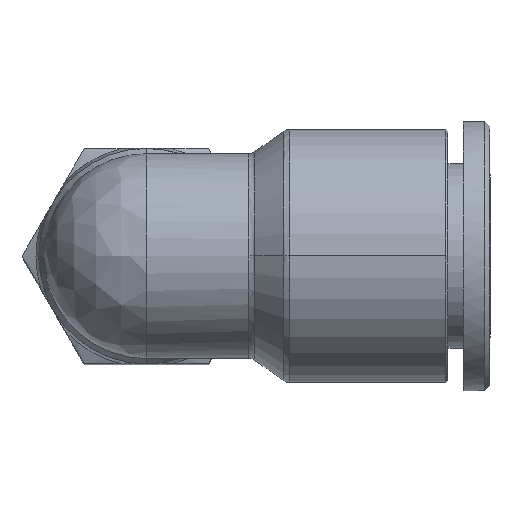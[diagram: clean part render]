
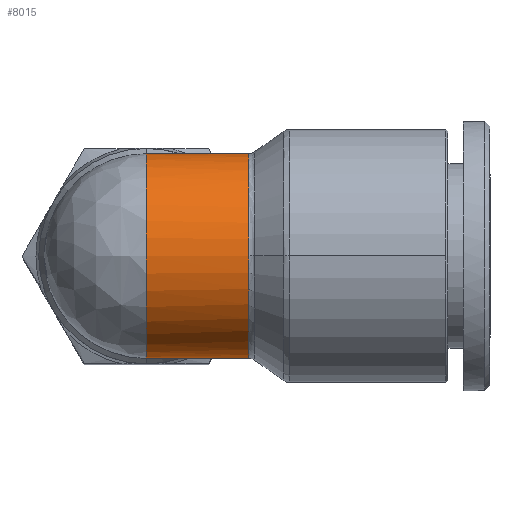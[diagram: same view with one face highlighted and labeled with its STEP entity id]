
A CAD part, top view. The second image highlights one B-rep face of the part: STEP entity #8015.
In plain terms, the highlighted cylindrical face has radius 9.5 mm (diameter 19 mm), a partial arc.
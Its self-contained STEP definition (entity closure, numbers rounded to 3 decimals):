
#79 = CARTESIAN_POINT ( 'NONE',  ( 8.25, 9.5, 0. ) ) ;
#207 = CARTESIAN_POINT ( 'NONE',  ( -1.234, -3.172, -8.955 ) ) ;
#210 = DIRECTION ( 'NONE',  ( 1., 0., 0. ) ) ;
#229 = ORIENTED_EDGE ( 'NONE', *, *, #5232, .F. ) ;
#623 = CARTESIAN_POINT ( 'NONE',  ( -0.758, -4.341, -8.45 ) ) ;
#717 = FACE_OUTER_BOUND ( 'NONE', #6443, .T. ) ;
#789 = DIRECTION ( 'NONE',  ( -1., 0., 0. ) ) ;
#814 = AXIS2_PLACEMENT_3D ( 'NONE', #5438, #210, #3487 ) ;
#1016 = EDGE_CURVE ( 'NONE', #6838, #2554, #7419, .T. ) ;
#1040 =( BOUNDED_CURVE ( )  B_SPLINE_CURVE ( 3, ( #5367, #7920, #7954, #6241 ),
 .UNSPECIFIED., .F., .F. ) 
 B_SPLINE_CURVE_WITH_KNOTS ( ( 4, 4 ),
 ( 0.669, 1.571 ),
 .UNSPECIFIED. ) 
 CURVE ( )  GEOMETRIC_REPRESENTATION_ITEM ( )  RATIONAL_B_SPLINE_CURVE ( ( 1., 0.933, 0.933, 1. ) ) 
 REPRESENTATION_ITEM ( '' )  );
#1097 = DIRECTION ( 'NONE',  ( 0., 0., -1. ) ) ;
#1192 = CARTESIAN_POINT ( 'NONE',  ( -0.301, -4.938, -8.143 ) ) ;
#1396 = EDGE_CURVE ( 'NONE', #6830, #3573, #1040, .T. ) ;
#1485 = CARTESIAN_POINT ( 'NONE',  ( -1.234, 3.172, -8.955 ) ) ;
#1499 = AXIS2_PLACEMENT_3D ( 'NONE', #7342, #789, #6097 ) ;
#1542 = CARTESIAN_POINT ( 'NONE',  ( -0.938, -3.97, -8.641 ) ) ;
#1677 = CARTESIAN_POINT ( 'NONE',  ( 8.25, 9.5, 0. ) ) ;
#1782 = AXIS2_PLACEMENT_3D ( 'NONE', #7006, #5797, #1097 ) ;
#1817 = B_SPLINE_CURVE_WITH_KNOTS ( 'NONE', 3,
 ( #4510, #3823, #1192, #623 ),
 .UNSPECIFIED., .F., .F.,
 ( 4, 4 ),
 ( 0., 0.002 ),
 .UNSPECIFIED. ) ;
#2060 = CARTESIAN_POINT ( 'NONE',  ( 5.294, 9.5, -2.956 ) ) ;
#2148 = DIRECTION ( 'NONE',  ( -1., 0., 0. ) ) ;
#2245 = CARTESIAN_POINT ( 'NONE',  ( -0.938, 3.97, -8.641 ) ) ;
#2554 = VERTEX_POINT ( 'NONE', #1485 ) ;
#2701 = CARTESIAN_POINT ( 'NONE',  ( 2.634, 8.213, -5.616 ) ) ;
#2825 = CARTESIAN_POINT ( 'NONE',  ( -0.758, -4.341, -8.45 ) ) ;
#2853 = ORIENTED_EDGE ( 'NONE', *, *, #6645, .T. ) ;
#2856 = CARTESIAN_POINT ( 'NONE',  ( -1.097, -3.581, -8.81 ) ) ;
#2921 = EDGE_CURVE ( 'NONE', #3799, #2554, #7568, .T. ) ;
#2958 = CARTESIAN_POINT ( 'NONE',  ( 0.8, -5.895, -7.45 ) ) ;
#3120 = CARTESIAN_POINT ( 'NONE',  ( -0.301, 4.938, -8.143 ) ) ;
#3212 = CARTESIAN_POINT ( 'NONE',  ( -0.758, 4.341, -8.45 ) ) ;
#3233 = CARTESIAN_POINT ( 'NONE',  ( 0.8, 5.895, -7.45 ) ) ;
#3487 = DIRECTION ( 'NONE',  ( 0., 0., -1. ) ) ;
#3528 = CARTESIAN_POINT ( 'NONE',  ( -1.097, 3.581, -8.81 ) ) ;
#3540 = ORIENTED_EDGE ( 'NONE', *, *, #6395, .F. ) ;
#3573 = VERTEX_POINT ( 'NONE', #3984 ) ;
#3574 =( BOUNDED_CURVE ( )  B_SPLINE_CURVE ( 3, ( #3233, #2701, #2060, #79 ),
 .UNSPECIFIED., .F., .F. ) 
 B_SPLINE_CURVE_WITH_KNOTS ( ( 4, 4 ),
 ( 3.811, 4.712 ),
 .UNSPECIFIED. ) 
 CURVE ( )  GEOMETRIC_REPRESENTATION_ITEM ( )  RATIONAL_B_SPLINE_CURVE ( ( 1., 0.933, 0.933, 1. ) ) 
 REPRESENTATION_ITEM ( '' )  );
#3596 = EDGE_CURVE ( 'NONE', #6630, #6838, #4210, .T. ) ;
#3799 = VERTEX_POINT ( 'NONE', #7551 ) ;
#3823 = CARTESIAN_POINT ( 'NONE',  ( 0.222, -5.448, -7.803 ) ) ;
#3842 = CARTESIAN_POINT ( 'NONE',  ( 0.222, 5.448, -7.803 ) ) ;
#3856 = CARTESIAN_POINT ( 'NONE',  ( 0.8, 5.895, -7.45 ) ) ;
#3984 = CARTESIAN_POINT ( 'NONE',  ( 8.25, -9.5, 0. ) ) ;
#4110 = VERTEX_POINT ( 'NONE', #5917 ) ;
#4210 = CIRCLE ( 'NONE', #1499, 9.5 ) ;
#4423 = B_SPLINE_CURVE_WITH_KNOTS ( 'NONE', 3,
 ( #207, #2856, #1542, #2825 ),
 .UNSPECIFIED., .F., .F.,
 ( 4, 4 ),
 ( 0., 0.001 ),
 .UNSPECIFIED. ) ;
#4510 = CARTESIAN_POINT ( 'NONE',  ( 0.8, -5.895, -7.45 ) ) ;
#4601 = EDGE_CURVE ( 'NONE', #3573, #5542, #5514, .T. ) ;
#4796 = CARTESIAN_POINT ( 'NONE',  ( -1.234, 3.172, -8.955 ) ) ;
#5108 = AXIS2_PLACEMENT_3D ( 'NONE', #6004, #2148, #7345 ) ;
#5232 = EDGE_CURVE ( 'NONE', #6830, #4110, #1817, .T. ) ;
#5353 = EDGE_CURVE ( 'NONE', #7187, #5542, #3574, .T. ) ;
#5367 = CARTESIAN_POINT ( 'NONE',  ( 0.8, -5.895, -7.45 ) ) ;
#5438 = CARTESIAN_POINT ( 'NONE',  ( 3.35, 0., 0. ) ) ;
#5514 = CIRCLE ( 'NONE', #1782, 9.5 ) ;
#5542 = VERTEX_POINT ( 'NONE', #1677 ) ;
#5797 = DIRECTION ( 'NONE',  ( -1., 0., 0. ) ) ;
#5917 = CARTESIAN_POINT ( 'NONE',  ( -0.758, -4.341, -8.45 ) ) ;
#6004 = CARTESIAN_POINT ( 'NONE',  ( -1.234, 0., 0. ) ) ;
#6097 = DIRECTION ( 'NONE',  ( 0., -1., 0. ) ) ;
#6184 = ORIENTED_EDGE ( 'NONE', *, *, #1016, .F. ) ;
#6241 = CARTESIAN_POINT ( 'NONE',  ( 8.25, -9.5, 0. ) ) ;
#6384 = ORIENTED_EDGE ( 'NONE', *, *, #2921, .T. ) ;
#6395 = EDGE_CURVE ( 'NONE', #3799, #7187, #8442, .T. ) ;
#6443 = EDGE_LOOP ( 'NONE', ( #6384, #6184, #8115, #2853, #229, #8010, #7996, #7077, #3540 ) ) ;
#6630 = VERTEX_POINT ( 'NONE', #6750 ) ;
#6645 = EDGE_CURVE ( 'NONE', #6630, #4110, #4423, .T. ) ;
#6750 = CARTESIAN_POINT ( 'NONE',  ( -1.234, -3.172, -8.955 ) ) ;
#6830 = VERTEX_POINT ( 'NONE', #2958 ) ;
#6838 = VERTEX_POINT ( 'NONE', #8190 ) ;
#7006 = CARTESIAN_POINT ( 'NONE',  ( 8.25, 0., 0. ) ) ;
#7014 = CYLINDRICAL_SURFACE ( 'NONE', #814, 9.5 ) ;
#7077 = ORIENTED_EDGE ( 'NONE', *, *, #5353, .F. ) ;
#7148 = CARTESIAN_POINT ( 'NONE',  ( 0.8, 5.895, -7.45 ) ) ;
#7187 = VERTEX_POINT ( 'NONE', #3856 ) ;
#7342 = CARTESIAN_POINT ( 'NONE',  ( -1.234, 0., 0. ) ) ;
#7345 = DIRECTION ( 'NONE',  ( 0., -1., 0. ) ) ;
#7419 = CIRCLE ( 'NONE', #5108, 9.5 ) ;
#7509 = CARTESIAN_POINT ( 'NONE',  ( -0.758, 4.341, -8.45 ) ) ;
#7551 = CARTESIAN_POINT ( 'NONE',  ( -0.758, 4.341, -8.45 ) ) ;
#7568 = B_SPLINE_CURVE_WITH_KNOTS ( 'NONE', 3,
 ( #7509, #2245, #3528, #4796 ),
 .UNSPECIFIED., .F., .F.,
 ( 4, 4 ),
 ( 0., 0.001 ),
 .UNSPECIFIED. ) ;
#7920 = CARTESIAN_POINT ( 'NONE',  ( 2.634, -8.213, -5.616 ) ) ;
#7954 = CARTESIAN_POINT ( 'NONE',  ( 5.294, -9.5, -2.956 ) ) ;
#7996 = ORIENTED_EDGE ( 'NONE', *, *, #4601, .T. ) ;
#8010 = ORIENTED_EDGE ( 'NONE', *, *, #1396, .T. ) ;
#8015 = ADVANCED_FACE ( 'NONE', ( #717 ), #7014, .T. ) ;
#8115 = ORIENTED_EDGE ( 'NONE', *, *, #3596, .F. ) ;
#8190 = CARTESIAN_POINT ( 'NONE',  ( -1.234, 0., 9.5 ) ) ;
#8442 = B_SPLINE_CURVE_WITH_KNOTS ( 'NONE', 3,
 ( #3212, #3120, #3842, #7148 ),
 .UNSPECIFIED., .F., .F.,
 ( 4, 4 ),
 ( 0., 0.002 ),
 .UNSPECIFIED. ) ;
